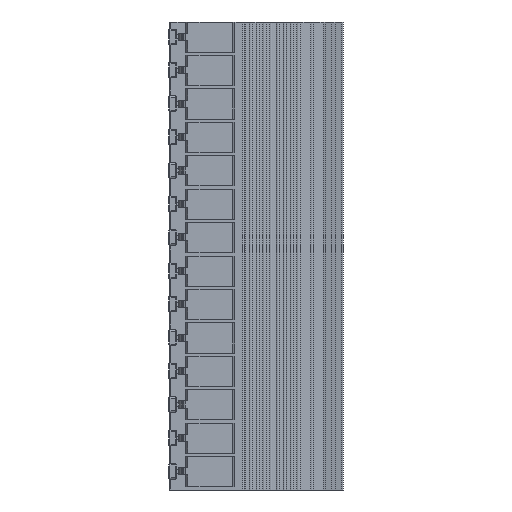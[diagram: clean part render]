
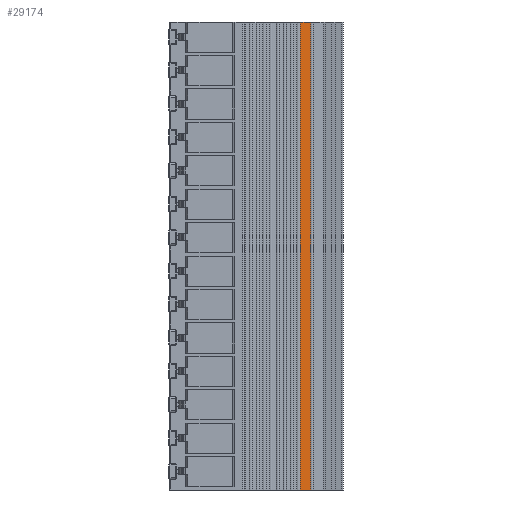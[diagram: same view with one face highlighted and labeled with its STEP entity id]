
A CAD part, front view. The second image highlights one B-rep face of the part: STEP entity #29174.
In plain terms, the highlighted planar face has unit normal (0.707, -0.707, 0).
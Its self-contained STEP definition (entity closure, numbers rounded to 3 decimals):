
#108 = VERTEX_POINT ( 'NONE', #50112 ) ;
#2975 = LINE ( 'NONE', #33620, #6947 ) ;
#4618 = DIRECTION ( 'NONE',  ( 0.707, 0.707, 0. ) ) ;
#4678 = CARTESIAN_POINT ( 'NONE',  ( 13.913, 25.896, 5.2 ) ) ;
#6947 = VECTOR ( 'NONE', #42168, 1000. ) ;
#8057 = VERTEX_POINT ( 'NONE', #38557 ) ;
#9616 = LINE ( 'NONE', #22012, #10291 ) ;
#10291 = VECTOR ( 'NONE', #26444, 1000. ) ;
#15604 = CARTESIAN_POINT ( 'NONE',  ( 13.913, 25.896, 0. ) ) ;
#17588 = DIRECTION ( 'NONE',  ( 0.707, 0.707, 0. ) ) ;
#21044 = DIRECTION ( 'NONE',  ( 0.707, -0.707, 0. ) ) ;
#22012 = CARTESIAN_POINT ( 'NONE',  ( 15.61, 27.593, 0. ) ) ;
#23231 = VERTEX_POINT ( 'NONE', #42539 ) ;
#24057 = ORIENTED_EDGE ( 'NONE', *, *, #30161, .F. ) ;
#25349 = LINE ( 'NONE', #34594, #38630 ) ;
#26444 = DIRECTION ( 'NONE',  ( 0., 0., 1. ) ) ;
#29174 = ADVANCED_FACE ( 'NONE', ( #42072 ), #54721, .T. ) ;
#29383 = CARTESIAN_POINT ( 'NONE',  ( 5.441, 17.424, 0. ) ) ;
#30161 = EDGE_CURVE ( 'NONE', #50384, #23231, #25349, .T. ) ;
#30471 = AXIS2_PLACEMENT_3D ( 'NONE', #29383, #21044, #4618 ) ;
#31987 = EDGE_LOOP ( 'NONE', ( #49290, #24057, #36928, #52979 ) ) ;
#33620 = CARTESIAN_POINT ( 'NONE',  ( 5.441, 17.424, -67.6 ) ) ;
#34594 = CARTESIAN_POINT ( 'NONE',  ( 13.913, 25.896, 5.2 ) ) ;
#35327 = EDGE_CURVE ( 'NONE', #108, #23231, #9616, .T. ) ;
#35789 = EDGE_CURVE ( 'NONE', #8057, #108, #2975, .T. ) ;
#36928 = ORIENTED_EDGE ( 'NONE', *, *, #40681, .T. ) ;
#38557 = CARTESIAN_POINT ( 'NONE',  ( 13.913, 25.896, -67.6 ) ) ;
#38630 = VECTOR ( 'NONE', #17588, 1000. ) ;
#40290 = VECTOR ( 'NONE', #49491, 1000. ) ;
#40681 = EDGE_CURVE ( 'NONE', #50384, #8057, #51484, .T. ) ;
#42072 = FACE_OUTER_BOUND ( 'NONE', #31987, .T. ) ;
#42168 = DIRECTION ( 'NONE',  ( 0.707, 0.707, 0. ) ) ;
#42539 = CARTESIAN_POINT ( 'NONE',  ( 15.61, 27.593, 5.2 ) ) ;
#49290 = ORIENTED_EDGE ( 'NONE', *, *, #35327, .T. ) ;
#49491 = DIRECTION ( 'NONE',  ( 0., 0., -1. ) ) ;
#50112 = CARTESIAN_POINT ( 'NONE',  ( 15.61, 27.593, -67.6 ) ) ;
#50384 = VERTEX_POINT ( 'NONE', #4678 ) ;
#51484 = LINE ( 'NONE', #15604, #40290 ) ;
#52979 = ORIENTED_EDGE ( 'NONE', *, *, #35789, .T. ) ;
#54721 = PLANE ( 'NONE',  #30471 ) ;
